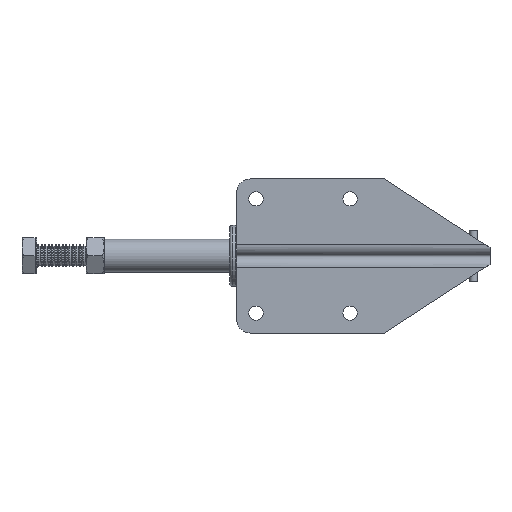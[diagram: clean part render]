
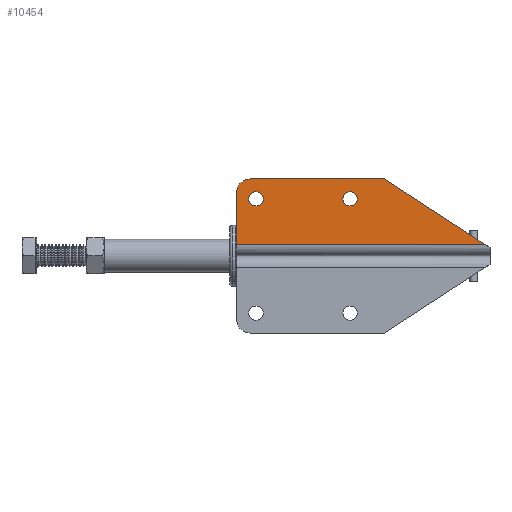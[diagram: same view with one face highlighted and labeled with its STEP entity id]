
A CAD part, front view. The second image highlights one B-rep face of the part: STEP entity #10454.
In plain terms, the highlighted planar face has unit normal (0, -1, 0).
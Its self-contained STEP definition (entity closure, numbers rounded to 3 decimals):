
#167 = ORIENTED_EDGE ( 'NONE', *, *, #9529, .T. ) ;
#549 = DIRECTION ( 'NONE',  ( -0.838, 0., 0.546 ) ) ;
#759 = CIRCLE ( 'NONE', #863, 2.6 ) ;
#814 = AXIS2_PLACEMENT_3D ( 'NONE', #16730, #15447, #7596 ) ;
#863 = AXIS2_PLACEMENT_3D ( 'NONE', #9650, #1801, #10957 ) ;
#1074 = VERTEX_POINT ( 'NONE', #7203 ) ;
#1472 = CIRCLE ( 'NONE', #12019, 5. ) ;
#1801 = DIRECTION ( 'NONE',  ( 0., -1., 0. ) ) ;
#1802 = FACE_BOUND ( 'NONE', #14982, .T. ) ;
#2002 = VERTEX_POINT ( 'NONE', #15336 ) ;
#2108 = EDGE_CURVE ( 'NONE', #2002, #9871, #6395, .T. ) ;
#2178 = AXIS2_PLACEMENT_3D ( 'NONE', #5446, #14612, #6767 ) ;
#2366 = LINE ( 'NONE', #6596, #15469 ) ;
#2391 = EDGE_CURVE ( 'NONE', #13652, #14980, #1472, .T. ) ;
#2800 = VERTEX_POINT ( 'NONE', #9193 ) ;
#2851 = CARTESIAN_POINT ( 'NONE',  ( 41., 0., 18.05 ) ) ;
#2920 = EDGE_LOOP ( 'NONE', ( #16695, #14687, #167, #16528, #7563 ) ) ;
#3300 = ORIENTED_EDGE ( 'NONE', *, *, #13527, .F. ) ;
#3605 = LINE ( 'NONE', #16271, #16745 ) ;
#3790 = AXIS2_PLACEMENT_3D ( 'NONE', #7594, #16790, #8911 ) ;
#3820 = DIRECTION ( 'NONE',  ( 0., -1., 0. ) ) ;
#4434 = CIRCLE ( 'NONE', #2178, 2.6 ) ;
#5047 = EDGE_CURVE ( 'NONE', #1074, #6942, #3605, .T. ) ;
#5275 = FACE_BOUND ( 'NONE', #11447, .T. ) ;
#5446 = CARTESIAN_POINT ( 'NONE',  ( 7., 0., 20.65 ) ) ;
#5642 = CARTESIAN_POINT ( 'NONE',  ( 5., 0., 22.8 ) ) ;
#6266 = PLANE ( 'NONE',  #814 ) ;
#6395 = CIRCLE ( 'NONE', #9729, 2.6 ) ;
#6596 = CARTESIAN_POINT ( 'NONE',  ( 91.5, 0., 4. ) ) ;
#6680 = CARTESIAN_POINT ( 'NONE',  ( 53.403, 0., 27.8 ) ) ;
#6767 = DIRECTION ( 'NONE',  ( 0., 0., -1. ) ) ;
#6859 = ORIENTED_EDGE ( 'NONE', *, *, #16599, .F. ) ;
#6942 = VERTEX_POINT ( 'NONE', #6680 ) ;
#6956 = DIRECTION ( 'NONE',  ( 1., 0., 0. ) ) ;
#7203 = CARTESIAN_POINT ( 'NONE',  ( 89.964, 0., 4. ) ) ;
#7563 = ORIENTED_EDGE ( 'NONE', *, *, #5047, .T. ) ;
#7594 = CARTESIAN_POINT ( 'NONE',  ( 41., 0., 20.65 ) ) ;
#7596 = DIRECTION ( 'NONE',  ( 1., 0., 0. ) ) ;
#7964 = VERTEX_POINT ( 'NONE', #14557 ) ;
#8160 = DIRECTION ( 'NONE',  ( -1., 0., 0. ) ) ;
#8911 = DIRECTION ( 'NONE',  ( 0., 0., -1. ) ) ;
#9193 = CARTESIAN_POINT ( 'NONE',  ( 0., 0., 4. ) ) ;
#9214 = CARTESIAN_POINT ( 'NONE',  ( 0., 0., 22.8 ) ) ;
#9529 = EDGE_CURVE ( 'NONE', #14980, #2800, #13708, .T. ) ;
#9650 = CARTESIAN_POINT ( 'NONE',  ( 41., 0., 20.65 ) ) ;
#9729 = AXIS2_PLACEMENT_3D ( 'NONE', #11655, #3820, #12980 ) ;
#9837 = VECTOR ( 'NONE', #17072, 1000. ) ;
#9871 = VERTEX_POINT ( 'NONE', #13841 ) ;
#10454 = ADVANCED_FACE ( 'NONE', ( #5275, #1802, #15321 ), #6266, .F. ) ;
#10749 = ORIENTED_EDGE ( 'NONE', *, *, #2108, .F. ) ;
#10957 = DIRECTION ( 'NONE',  ( 0., 0., -1. ) ) ;
#11176 = LINE ( 'NONE', #14701, #16550 ) ;
#11184 = EDGE_CURVE ( 'NONE', #9871, #2002, #4434, .T. ) ;
#11447 = EDGE_LOOP ( 'NONE', ( #6859, #3300 ) ) ;
#11655 = CARTESIAN_POINT ( 'NONE',  ( 7., 0., 20.65 ) ) ;
#12019 = AXIS2_PLACEMENT_3D ( 'NONE', #5642, #14813, #6956 ) ;
#12546 = CARTESIAN_POINT ( 'NONE',  ( 5., 0., 27.8 ) ) ;
#12735 = CIRCLE ( 'NONE', #3790, 2.6 ) ;
#12980 = DIRECTION ( 'NONE',  ( 0., 0., -1. ) ) ;
#13184 = DIRECTION ( 'NONE',  ( -1., 0., 0. ) ) ;
#13527 = EDGE_CURVE ( 'NONE', #7964, #15046, #759, .T. ) ;
#13652 = VERTEX_POINT ( 'NONE', #12546 ) ;
#13708 = LINE ( 'NONE', #15719, #9837 ) ;
#13841 = CARTESIAN_POINT ( 'NONE',  ( 7., 0., 23.25 ) ) ;
#14080 = ORIENTED_EDGE ( 'NONE', *, *, #11184, .F. ) ;
#14557 = CARTESIAN_POINT ( 'NONE',  ( 41., 0., 23.25 ) ) ;
#14612 = DIRECTION ( 'NONE',  ( 0., -1., 0. ) ) ;
#14687 = ORIENTED_EDGE ( 'NONE', *, *, #2391, .T. ) ;
#14701 = CARTESIAN_POINT ( 'NONE',  ( 91.5, 0., 27.8 ) ) ;
#14813 = DIRECTION ( 'NONE',  ( 0., -1., 0. ) ) ;
#14980 = VERTEX_POINT ( 'NONE', #9214 ) ;
#14982 = EDGE_LOOP ( 'NONE', ( #10749, #14080 ) ) ;
#15046 = VERTEX_POINT ( 'NONE', #2851 ) ;
#15095 = EDGE_CURVE ( 'NONE', #6942, #13652, #11176, .T. ) ;
#15321 = FACE_OUTER_BOUND ( 'NONE', #2920, .T. ) ;
#15336 = CARTESIAN_POINT ( 'NONE',  ( 7., 0., 18.05 ) ) ;
#15447 = DIRECTION ( 'NONE',  ( 0., 1., 0. ) ) ;
#15469 = VECTOR ( 'NONE', #13184, 1000. ) ;
#15586 = EDGE_CURVE ( 'NONE', #1074, #2800, #2366, .T. ) ;
#15719 = CARTESIAN_POINT ( 'NONE',  ( 0., 0., 27.8 ) ) ;
#16271 = CARTESIAN_POINT ( 'NONE',  ( 80.161, 0., 10.381 ) ) ;
#16528 = ORIENTED_EDGE ( 'NONE', *, *, #15586, .F. ) ;
#16550 = VECTOR ( 'NONE', #8160, 1000. ) ;
#16599 = EDGE_CURVE ( 'NONE', #15046, #7964, #12735, .T. ) ;
#16695 = ORIENTED_EDGE ( 'NONE', *, *, #15095, .T. ) ;
#16730 = CARTESIAN_POINT ( 'NONE',  ( 91.5, 0., 27.8 ) ) ;
#16745 = VECTOR ( 'NONE', #549, 1000. ) ;
#16790 = DIRECTION ( 'NONE',  ( 0., -1., 0. ) ) ;
#17072 = DIRECTION ( 'NONE',  ( 0., 0., -1. ) ) ;
